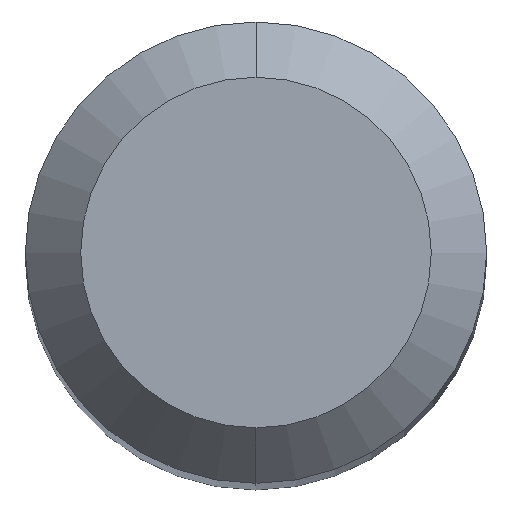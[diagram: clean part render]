
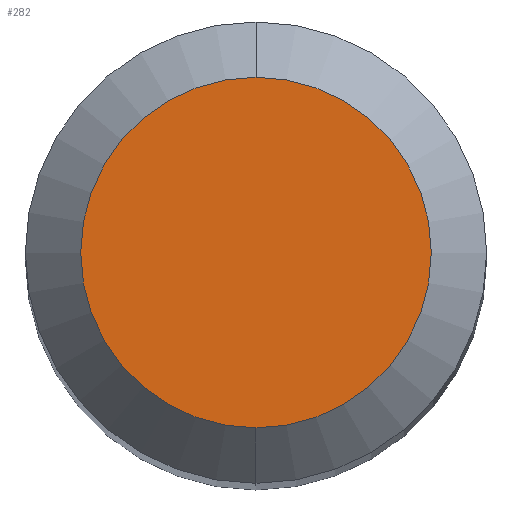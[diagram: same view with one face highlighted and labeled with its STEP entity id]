
A CAD part, top view. The second image highlights one B-rep face of the part: STEP entity #282.
In plain terms, the highlighted planar face has unit normal (0, 0, 1).
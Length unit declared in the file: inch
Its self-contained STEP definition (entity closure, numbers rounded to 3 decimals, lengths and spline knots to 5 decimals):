
#21 = CIRCLE ( 'NONE', #396, 0.0475 ) ;
#39 = CARTESIAN_POINT ( 'NONE',  ( 0., 0.0475, 0. ) ) ;
#75 = CARTESIAN_POINT ( 'NONE',  ( 0., 0.0475, 0. ) ) ;
#78 = VERTEX_POINT ( 'NONE', #138 ) ;
#79 = AXIS2_PLACEMENT_3D ( 'NONE', #75, #196, #377 ) ;
#123 = EDGE_LOOP ( 'NONE', ( #217, #251 ) ) ;
#138 = CARTESIAN_POINT ( 'NONE',  ( 0., -0.0475, 0. ) ) ;
#196 = DIRECTION ( 'NONE',  ( 0., 0., -1. ) ) ;
#212 = DIRECTION ( 'NONE',  ( 0., 0., 1. ) ) ;
#217 = ORIENTED_EDGE ( 'NONE', *, *, #529, .T. ) ;
#251 = ORIENTED_EDGE ( 'NONE', *, *, #296, .T. ) ;
#281 = PLANE ( 'NONE',  #79 ) ;
#282 = ADVANCED_FACE ( 'NONE', ( #502 ), #281, .F. ) ;
#296 = EDGE_CURVE ( 'NONE', #78, #507, #21, .T. ) ;
#305 = AXIS2_PLACEMENT_3D ( 'NONE', #525, #212, #385 ) ;
#328 = DIRECTION ( 'NONE',  ( 0., 0., 1. ) ) ;
#377 = DIRECTION ( 'NONE',  ( 0., 1., 0. ) ) ;
#385 = DIRECTION ( 'NONE',  ( 0., -1., 0. ) ) ;
#396 = AXIS2_PLACEMENT_3D ( 'NONE', #509, #328, #511 ) ;
#413 = CIRCLE ( 'NONE', #305, 0.0475 ) ;
#502 = FACE_OUTER_BOUND ( 'NONE', #123, .T. ) ;
#507 = VERTEX_POINT ( 'NONE', #39 ) ;
#509 = CARTESIAN_POINT ( 'NONE',  ( 0., 0., 0. ) ) ;
#511 = DIRECTION ( 'NONE',  ( 0., -1., 0. ) ) ;
#525 = CARTESIAN_POINT ( 'NONE',  ( 0., 0., 0. ) ) ;
#529 = EDGE_CURVE ( 'NONE', #507, #78, #413, .T. ) ;
